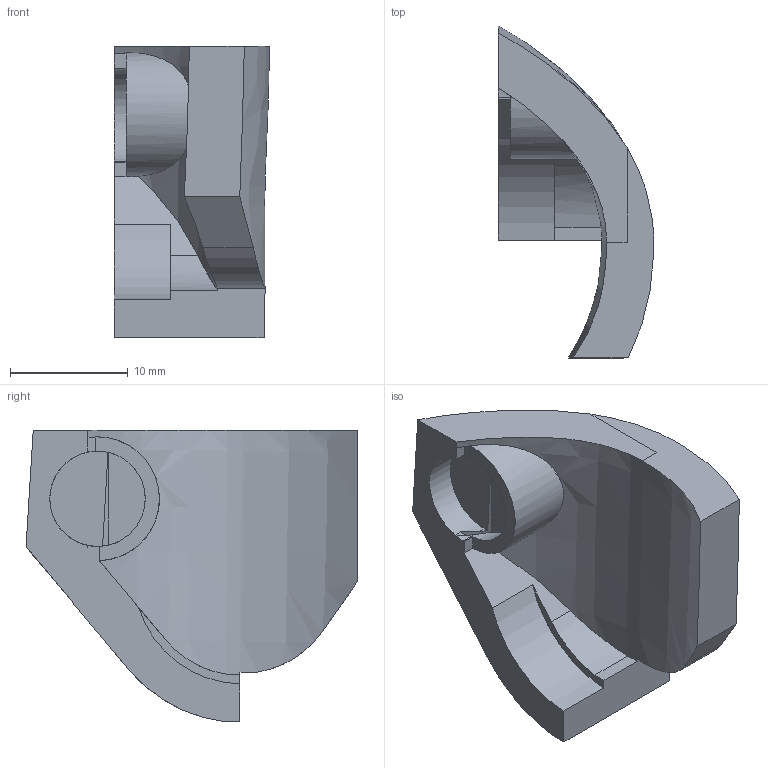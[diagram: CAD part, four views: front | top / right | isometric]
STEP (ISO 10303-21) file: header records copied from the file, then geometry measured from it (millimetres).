
FILE_DESCRIPTION (( 'STEP AP214' ), '1' );
FILE_NAME ('kuping kanan.STEP', '2025-05-25T21:22:03', ( '' ), ( '' ), 'SwSTEP 2.0', 'SolidWorks 2023', '' );
FILE_SCHEMA (( 'AUTOMOTIVE_DESIGN' ));
Length unit declared in the file: millimetre
Products named in the file (1): kuping kanan
Bounding box: 13.19 x 28.15 x 24.7 mm (x, y, z)
Volume: 2733.9 mm3; surface area: 1987.2 mm2
Topology: 1 solids, 1 shells, 33 faces, 97 edges, 64 vertices
Faces by surface type: plane 16, cylinder 13, bspline 4
Entity records: 3634 total; most frequent: CARTESIAN_POINT 2804, ORIENTED_EDGE 194, DIRECTION 133, EDGE_CURVE 97, VERTEX_POINT 64, AXIS2_PLACEMENT_3D 47, B_SPLINE_CURVE_WITH_KNOTS 41, LINE 39
